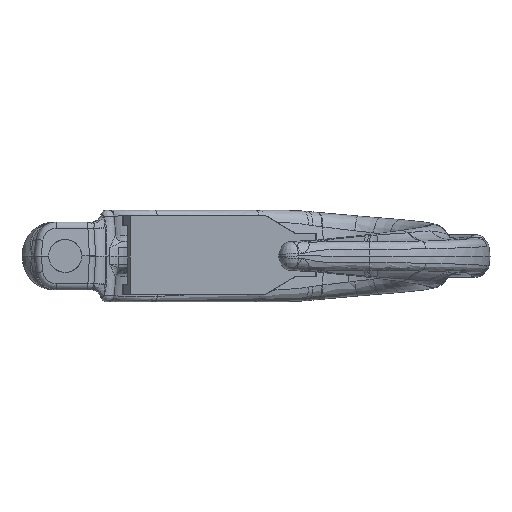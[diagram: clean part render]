
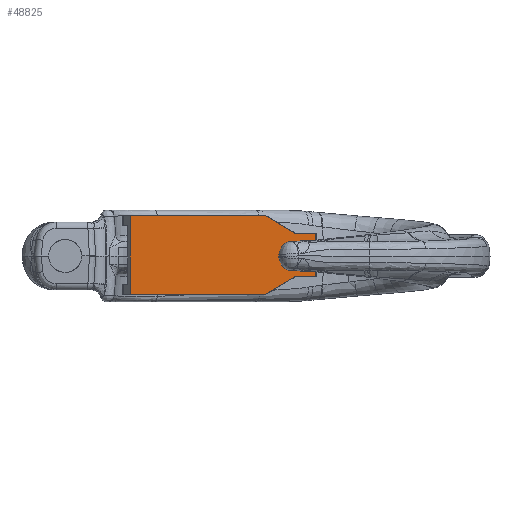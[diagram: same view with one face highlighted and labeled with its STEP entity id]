
A CAD part, left-side view. The second image highlights one B-rep face of the part: STEP entity #48825.
In plain terms, the highlighted face is planar.
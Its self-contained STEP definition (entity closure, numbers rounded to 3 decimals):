
#48341=CARTESIAN_POINT('Vertex',(11.6,9.5,3.006)) ;
#48344=CARTESIAN_POINT('Line Origine',(0.,9.5,3.006)) ;
#48348=CARTESIAN_POINT('Vertex',(-11.6,9.5,3.006)) ;
#48720=CARTESIAN_POINT('Line Origine',(11.6,9.5,-16.932)) ;
#48724=CARTESIAN_POINT('Vertex',(11.6,9.5,-36.87)) ;
#48755=CARTESIAN_POINT('Vertex',(-11.6,9.5,-36.87)) ;
#48758=CARTESIAN_POINT('Line Origine',(-11.6,9.5,-16.932)) ;
#48777=CARTESIAN_POINT('Axis2P3D Location',(0.,9.5,3.006)) ;
#48782=CARTESIAN_POINT('Line Origine',(9.029,9.5,-41.174)) ;
#48786=CARTESIAN_POINT('Vertex',(6.457,9.5,-45.478)) ;
#48789=CARTESIAN_POINT('Line Origine',(6.457,9.5,-48.584)) ;
#48793=CARTESIAN_POINT('Vertex',(6.457,9.5,-51.689)) ;
#48796=CARTESIAN_POINT('Line Origine',(0.,9.5,-51.689)) ;
#48800=CARTESIAN_POINT('Vertex',(-6.457,9.5,-51.689)) ;
#48803=CARTESIAN_POINT('Line Origine',(-6.457,9.5,-48.584)) ;
#48807=CARTESIAN_POINT('Vertex',(-6.457,9.5,-45.478)) ;
#48810=CARTESIAN_POINT('Line Origine',(-9.029,9.5,-41.174)) ;
#48345=DIRECTION('Vector Direction',(1.,0.,0.)) ;
#48721=DIRECTION('Vector Direction',(0.,0.,-1.)) ;
#48759=DIRECTION('Vector Direction',(0.,0.,-1.)) ;
#48778=DIRECTION('Axis2P3D Direction',(0.,-1.,0.)) ;
#48779=DIRECTION('Axis2P3D XDirection',(0.,0.,-1.)) ;
#48783=DIRECTION('Vector Direction',(-0.513,0.,-0.858)) ;
#48790=DIRECTION('Vector Direction',(0.,0.,1.)) ;
#48797=DIRECTION('Vector Direction',(1.,0.,0.)) ;
#48804=DIRECTION('Vector Direction',(0.,0.,1.)) ;
#48811=DIRECTION('Vector Direction',(0.513,0.,-0.858)) ;
#48780=AXIS2_PLACEMENT_3D('Plane Axis2P3D',#48777,#48778,#48779) ;
#48816=ORIENTED_EDGE('',*,*,#48762,.T.) ;
#48817=ORIENTED_EDGE('',*,*,#48350,.T.) ;
#48818=ORIENTED_EDGE('',*,*,#48726,.F.) ;
#48819=ORIENTED_EDGE('',*,*,#48788,.T.) ;
#48820=ORIENTED_EDGE('',*,*,#48795,.F.) ;
#48821=ORIENTED_EDGE('',*,*,#48802,.F.) ;
#48822=ORIENTED_EDGE('',*,*,#48809,.T.) ;
#48823=ORIENTED_EDGE('',*,*,#48814,.F.) ;
#48346=VECTOR('Line Direction',#48345,1.) ;
#48722=VECTOR('Line Direction',#48721,1.) ;
#48760=VECTOR('Line Direction',#48759,1.) ;
#48784=VECTOR('Line Direction',#48783,1.) ;
#48791=VECTOR('Line Direction',#48790,1.) ;
#48798=VECTOR('Line Direction',#48797,1.) ;
#48805=VECTOR('Line Direction',#48804,1.) ;
#48812=VECTOR('Line Direction',#48811,1.) ;
#48825=ADVANCED_FACE('\X2\96F64EF651E04F554F53\X0\',(#48824),#48781,.F.) ;
#48350=EDGE_CURVE('',#48349,#48342,#48347,.T.) ;
#48726=EDGE_CURVE('',#48725,#48342,#48723,.F.) ;
#48762=EDGE_CURVE('',#48756,#48349,#48761,.F.) ;
#48788=EDGE_CURVE('',#48725,#48787,#48785,.T.) ;
#48795=EDGE_CURVE('',#48794,#48787,#48792,.T.) ;
#48802=EDGE_CURVE('',#48801,#48794,#48799,.T.) ;
#48809=EDGE_CURVE('',#48801,#48808,#48806,.T.) ;
#48814=EDGE_CURVE('',#48756,#48808,#48813,.T.) ;
#48815=EDGE_LOOP('',(#48816,#48817,#48818,#48819,#48820,#48821,#48822,#48823)) ;
#48824=FACE_OUTER_BOUND('',#48815,.T.) ;
#48347=LINE('Line',#48344,#48346) ;
#48723=LINE('Line',#48720,#48722) ;
#48761=LINE('Line',#48758,#48760) ;
#48785=LINE('Line',#48782,#48784) ;
#48792=LINE('Line',#48789,#48791) ;
#48799=LINE('Line',#48796,#48798) ;
#48806=LINE('Line',#48803,#48805) ;
#48813=LINE('Line',#48810,#48812) ;
#48781=PLANE('',#48780) ;
#48342=VERTEX_POINT('',#48341) ;
#48349=VERTEX_POINT('',#48348) ;
#48725=VERTEX_POINT('',#48724) ;
#48756=VERTEX_POINT('',#48755) ;
#48787=VERTEX_POINT('',#48786) ;
#48794=VERTEX_POINT('',#48793) ;
#48801=VERTEX_POINT('',#48800) ;
#48808=VERTEX_POINT('',#48807) ;
